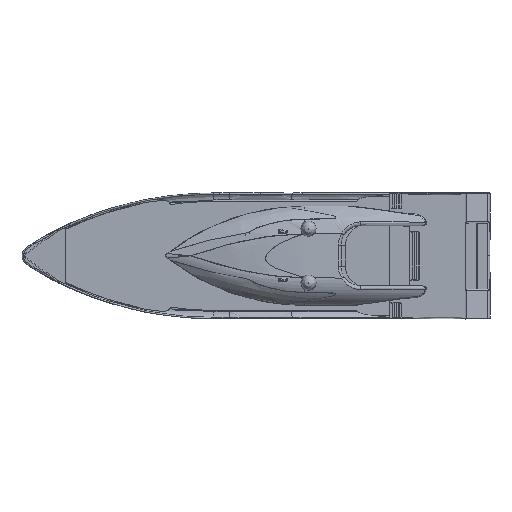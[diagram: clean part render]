
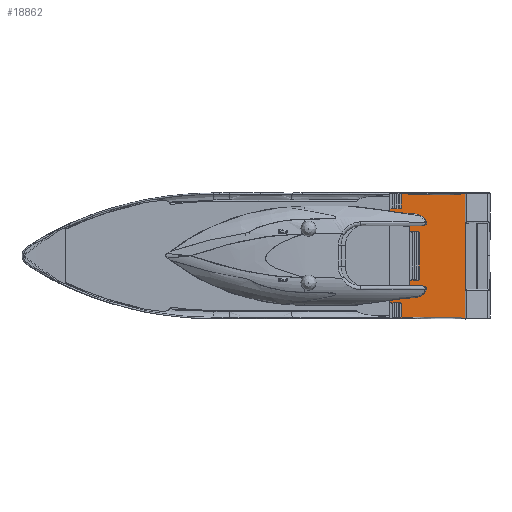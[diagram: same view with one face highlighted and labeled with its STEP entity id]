
A CAD part, top view. The second image highlights one B-rep face of the part: STEP entity #18862.
In plain terms, the highlighted planar face has unit normal (0, 0, 1).
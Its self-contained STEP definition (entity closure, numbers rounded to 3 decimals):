
#18862 = ADVANCED_FACE('',(#18863),#18897,.T.);
#18863 = FACE_BOUND('',#18864,.T.);
#18864 = EDGE_LOOP('',(#18865,#18875,#18883,#18891));
#18865 = ORIENTED_EDGE('',*,*,#18866,.T.);
#18866 = EDGE_CURVE('',#18867,#18869,#18871,.T.);
#18867 = VERTEX_POINT('',#18868);
#18868 = CARTESIAN_POINT('',(32512.389,-5687.861,
    948.774));
#18869 = VERTEX_POINT('',#18870);
#18870 = CARTESIAN_POINT('',(39390.597,-5687.861,
    948.774));
#18871 = LINE('',#18872,#18873);
#18872 = CARTESIAN_POINT('',(32512.389,-5687.861,
    948.774));
#18873 = VECTOR('',#18874,1.);
#18874 = DIRECTION('',(1.,0.,-0.));
#18875 = ORIENTED_EDGE('',*,*,#18876,.F.);
#18876 = EDGE_CURVE('',#18877,#18869,#18879,.T.);
#18877 = VERTEX_POINT('',#18878);
#18878 = CARTESIAN_POINT('',(39390.597,5686.339,
    948.774));
#18879 = LINE('',#18880,#18881);
#18880 = CARTESIAN_POINT('',(39390.597,5686.339,
    948.774));
#18881 = VECTOR('',#18882,1.);
#18882 = DIRECTION('',(0.,-1.,0.));
#18883 = ORIENTED_EDGE('',*,*,#18884,.F.);
#18884 = EDGE_CURVE('',#18885,#18877,#18887,.T.);
#18885 = VERTEX_POINT('',#18886);
#18886 = CARTESIAN_POINT('',(32512.389,5686.339,
    948.774));
#18887 = LINE('',#18888,#18889);
#18888 = CARTESIAN_POINT('',(32512.389,5686.339,
    948.774));
#18889 = VECTOR('',#18890,1.);
#18890 = DIRECTION('',(1.,0.,-0.));
#18891 = ORIENTED_EDGE('',*,*,#18892,.T.);
#18892 = EDGE_CURVE('',#18885,#18867,#18893,.T.);
#18893 = LINE('',#18894,#18895);
#18894 = CARTESIAN_POINT('',(32512.389,-5687.861,
    948.774));
#18895 = VECTOR('',#18896,1.);
#18896 = DIRECTION('',(0.,-1.,0.));
#18897 = PLANE('',#18898);
#18898 = AXIS2_PLACEMENT_3D('',#18899,#18900,#18901);
#18899 = CARTESIAN_POINT('',(32512.389,-5687.861,
    948.774));
#18900 = DIRECTION('',(0.,0.,1.));
#18901 = DIRECTION('',(1.,0.,-0.));
